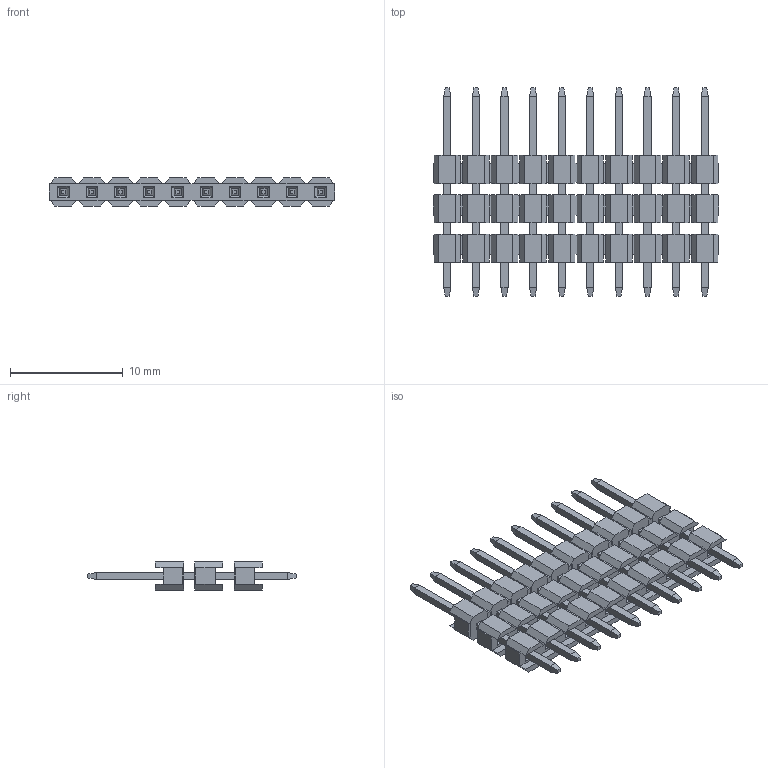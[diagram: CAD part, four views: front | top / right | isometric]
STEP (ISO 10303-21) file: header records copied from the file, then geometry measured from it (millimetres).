
FILE_DESCRIPTION( ('This file contains a STEP AP42 implementation' ,'as created by ZW3D STEP Interface translator.') ,'2;1' );
FILE_NAME( '1125-31XXXXSXXXXXXX(·´Ïò).stp' ,'23 331.162731', (''), ('ZWCAD Software Co.'), 'Version 1.0', 'ZW3D to STEP translator', '' );
FILE_SCHEMA(('AUTOMOTIVE_DESIGN { 1 0 10303 214 1 1 1 1 }'));
Length unit declared in the file: millimetre
Products named in the file (2): 0; 1125-3120XXS185XXXX(毀砃)
Bounding box: 25.4 x 18.5 x 2.5 mm (x, y, z)
Volume: 397 mm3; surface area: 1484.1 mm2
Topology: 13 solids, 13 shells, 998 faces, 2476 edges, 1504 vertices
Faces by surface type: plane 998
Entity records: 29511 total; most frequent: CARTESIAN_POINT 4979, ORIENTED_EDGE 4952, DIRECTION 4474, VECTOR 2476, LINE 2476, EDGE_CURVE 2476, VERTEX_POINT 1504, EDGE_LOOP 1058
